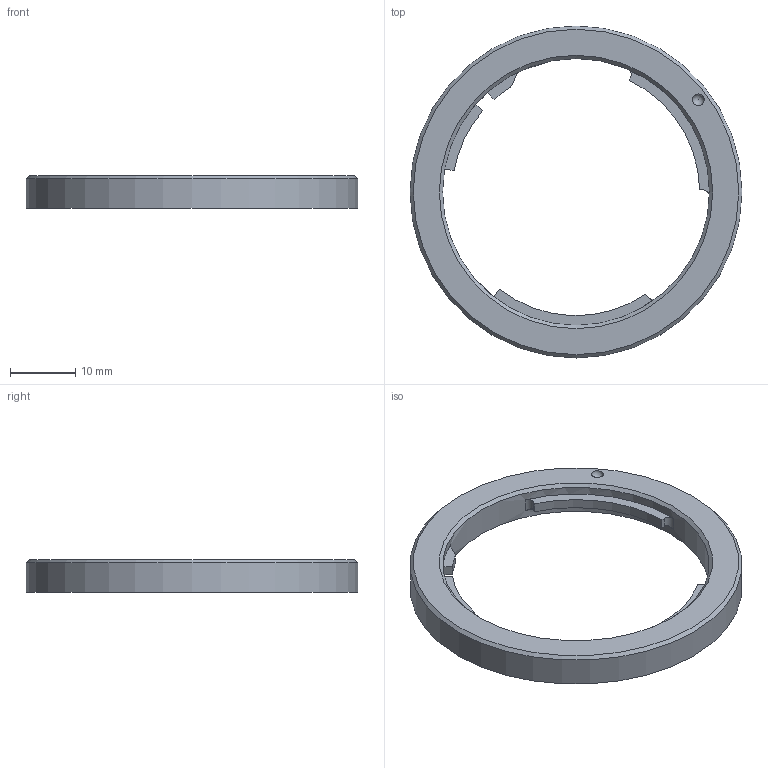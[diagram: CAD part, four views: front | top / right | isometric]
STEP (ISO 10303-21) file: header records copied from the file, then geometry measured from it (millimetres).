
FILE_DESCRIPTION(/* description */ (''),/* implementation_level */ '2;1');
FILE_NAME(/* name */ 'mountBodyBase_PENF',/* time_stamp */ '2023-12-05T12:23:49-05:00',/* author */ ('George Moua'),/* organization */ ('Archive 663'),/* preprocessor_version */ 'ST-DEVELOPER v16.7',/* originating_system */ 'Solid Edge',/* authorisation */ 'Unknown');
FILE_SCHEMA (('AUTOMOTIVE_DESIGN {1 0 10303 214 3 1 1}'));
Length unit declared in the file: millimetre
Products named in the file (3): mountLensBase; mountLensBase_PENF_oa_0; mountBodyBase_PENF
Assembly tree (2 placements, depth 3):
  mountLensBase
    mountLensBase_PENF_oa_0
      mountBodyBase_PENF
Bounding box: 51 x 51 x 5 mm (x, y, z)
Volume: 3724.4 mm3; surface area: 2984 mm2
Topology: 1 solids, 1 shells, 36 faces, 94 edges, 63 vertices
Faces by surface type: plane 18, cylinder 11, cone 6, sphere 1
Full cylindrical faces by diameter (mm): 41 x1, 51 x1
Entity records: 1120 total; most frequent: CARTESIAN_POINT 202, DIRECTION 189, ORIENTED_EDGE 164, EDGE_CURVE 82, AXIS2_PLACEMENT_3D 75, VERTEX_POINT 57, EDGE_LOOP 47, FACE_BOUND 47
